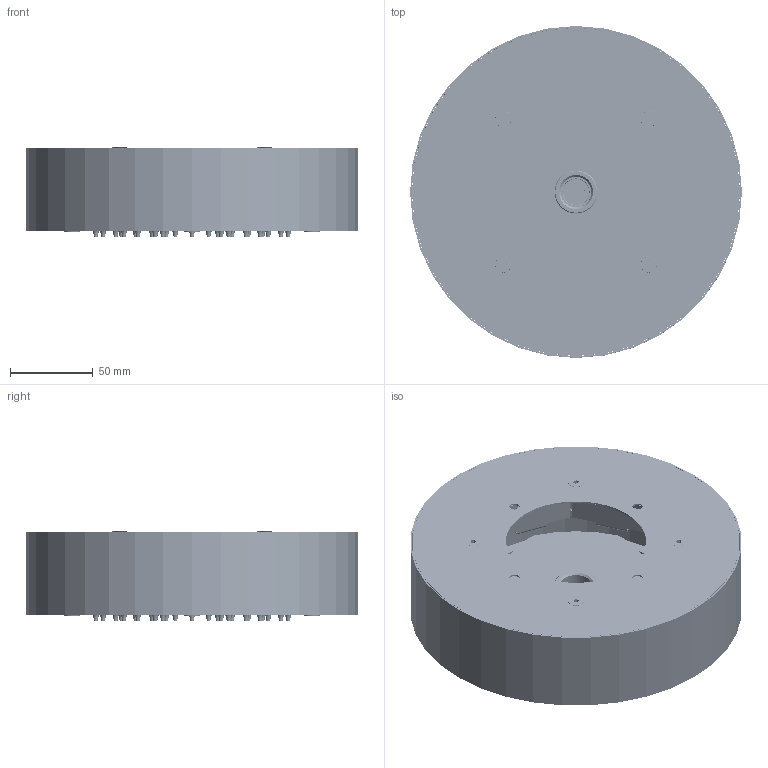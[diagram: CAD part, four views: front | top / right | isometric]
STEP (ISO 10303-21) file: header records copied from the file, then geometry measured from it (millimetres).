
FILE_DESCRIPTION(('STEP AP214'),'1');
FILE_NAME('Art-68000.stp','2019-07-09T13:33:12',(' '),(' '),'Spatial InterOp 3D',' ',' ');
FILE_SCHEMA(('AUTOMOTIVE_DESIGN { 1 0 10303 214 1 1 1 1 }'));
Length unit declared in the file: millimetre
Products named in the file (164): Gruppo LED; S-00182; 23236; STRIPS1000RGB; ASSEM1; Seg. Guaina; Seg. LED; Art-68000; S-00311; 23237; S-00104; 23232; 23231; 23230; 23238; 23235; 23234; S-00185; T-RA063; 23233; 23239; T-RA003; 23242; 23241; P-00100; 23240
Assembly tree (261 placements, depth 4):
  Art-68000
    Gruppo LED
      S-00182  x8
      23236  x8
      STRIPS1000RGB  x8
        ASSEM1
        Seg. Guaina
        Seg. LED
    23237
      (unnamed)  x8
        ASSEM1
        (unnamed)
        (unnamed)
        (unnamed)
        (unnamed)
        S-00311
      (unnamed)  x8
        ASSEM1
        (unnamed)
        S-00104
      23232  x4
        ASSEM1
        (unnamed)
        (unnamed)
        (unnamed)
        (unnamed)
        23232
      23231  x4
        ASSEM1
        23231
      23230
    23238
      23235
      23234
    S-00185  x4
      ASSEM1
      (unnamed)
      (unnamed)
      (unnamed)
      (unnamed)
      S-00185
    (unnamed)  x4
      ASSEM1
      T-RA063
    23233
    23239
      ASSEM1
      (unnamed)
      (unnamed)
      (unnamed)
      (unnamed)
      (unnamed)
      (unnamed)
      (unnamed)
      (unnamed)
      (unnamed)
      (unnamed)
      (unnamed)
      (unnamed)
      (unnamed)
Bounding box: 200 x 200 x 54.3 mm (x, y, z)
Volume: 196185.5 mm3; surface area: 361746.4 mm2
Topology: 124 solids, 124 shells, 4120 faces, 9674 edges, 5981 vertices
Faces by surface type: plane 2126, cylinder 1149, torus 590, cone 111, bspline 96, sphere 48
Full cylindrical faces by diameter (mm): 0.4 x8, 1.5 x52, 1.7 x52, 2.5 x8, 3 x32, 3.1 x52, 3.3 x52, 3.4 x4, 4.2 x8, 4.3 x8, 5 x120, 5.3 x8, 6.2 x4, 6.9 x8, 7 x4, 8.2 x8, 8.859 x4, 10 x56, 14 x1, 16.4 x1, 18.631 x2, 22.9 x1, 23.1 x1, 25.9 x1, 85 x1, 130 x1, 170 x1, 197.8 x1
Entity records: 81001 total; most frequent: CARTESIAN_POINT 11028, DIRECTION 10617, ORIENTED_EDGE 9294, EDGE_CURVE 4814, AXIS2_PLACEMENT_3D 3684, LINE 3249, VECTOR 3249, VERTEX_POINT 3169
